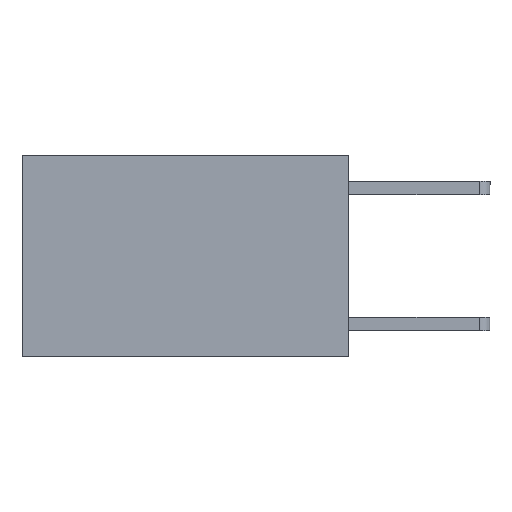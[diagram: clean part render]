
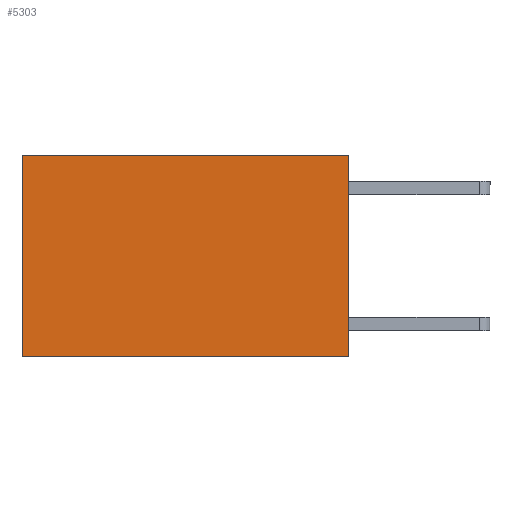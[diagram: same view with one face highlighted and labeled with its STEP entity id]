
A CAD part, left-side view. The second image highlights one B-rep face of the part: STEP entity #5303.
In plain terms, the highlighted planar face has unit normal (-1, 0, 0).
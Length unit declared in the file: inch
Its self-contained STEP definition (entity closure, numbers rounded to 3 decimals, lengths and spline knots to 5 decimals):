
#111 = ORIENTED_EDGE ( 'NONE', *, *, #6399, .T. ) ;
#249 = LINE ( 'NONE', #7023, #641 ) ;
#502 = CARTESIAN_POINT ( 'NONE',  ( 0.2625, 0., 0. ) ) ;
#641 = VECTOR ( 'NONE', #5798, 39.37008 ) ;
#757 = CARTESIAN_POINT ( 'NONE',  ( 0.2625, 0.6, 0. ) ) ;
#1152 = CARTESIAN_POINT ( 'NONE',  ( 0.2625, 0., 0. ) ) ;
#1194 = DIRECTION ( 'NONE',  ( 0., 0., -1. ) ) ;
#1260 = DIRECTION ( 'NONE',  ( 0., 0., -1. ) ) ;
#1419 = DIRECTION ( 'NONE',  ( 0., 1., 0. ) ) ;
#2265 = EDGE_CURVE ( 'NONE', #3293, #6698, #2336, .T. ) ;
#2336 = LINE ( 'NONE', #4785, #5351 ) ;
#2678 = VERTEX_POINT ( 'NONE', #7212 ) ;
#2921 = LINE ( 'NONE', #502, #4871 ) ;
#3068 = ORIENTED_EDGE ( 'NONE', *, *, #2265, .T. ) ;
#3122 = FACE_OUTER_BOUND ( 'NONE', #7047, .T. ) ;
#3225 = CARTESIAN_POINT ( 'NONE',  ( 0.2625, 0., 0. ) ) ;
#3293 = VERTEX_POINT ( 'NONE', #757 ) ;
#3473 = AXIS2_PLACEMENT_3D ( 'NONE', #1152, #3601, #1194 ) ;
#3562 = PLANE ( 'NONE',  #3473 ) ;
#3601 = DIRECTION ( 'NONE',  ( 1., 0., 0. ) ) ;
#3911 = VERTEX_POINT ( 'NONE', #7720 ) ;
#4470 = LINE ( 'NONE', #3225, #7066 ) ;
#4785 = CARTESIAN_POINT ( 'NONE',  ( 0.2625, 0.6, 0. ) ) ;
#4802 = EDGE_CURVE ( 'NONE', #3911, #2678, #2921, .T. ) ;
#4871 = VECTOR ( 'NONE', #1260, 39.37008 ) ;
#4926 = ORIENTED_EDGE ( 'NONE', *, *, #7736, .F. ) ;
#4969 = CARTESIAN_POINT ( 'NONE',  ( 0.2625, 0.6, -0.37 ) ) ;
#5303 = ADVANCED_FACE ( 'NONE', ( #3122 ), #3562, .F. ) ;
#5351 = VECTOR ( 'NONE', #7218, 39.37008 ) ;
#5798 = DIRECTION ( 'NONE',  ( 0., 1., 0. ) ) ;
#5917 = ORIENTED_EDGE ( 'NONE', *, *, #4802, .F. ) ;
#6399 = EDGE_CURVE ( 'NONE', #3911, #3293, #4470, .T. ) ;
#6698 = VERTEX_POINT ( 'NONE', #4969 ) ;
#7023 = CARTESIAN_POINT ( 'NONE',  ( 0.2625, 0., -0.37 ) ) ;
#7047 = EDGE_LOOP ( 'NONE', ( #3068, #4926, #5917, #111 ) ) ;
#7066 = VECTOR ( 'NONE', #1419, 39.37008 ) ;
#7212 = CARTESIAN_POINT ( 'NONE',  ( 0.2625, 0., -0.37 ) ) ;
#7218 = DIRECTION ( 'NONE',  ( 0., 0., -1. ) ) ;
#7720 = CARTESIAN_POINT ( 'NONE',  ( 0.2625, 0., 0. ) ) ;
#7736 = EDGE_CURVE ( 'NONE', #2678, #6698, #249, .T. ) ;
